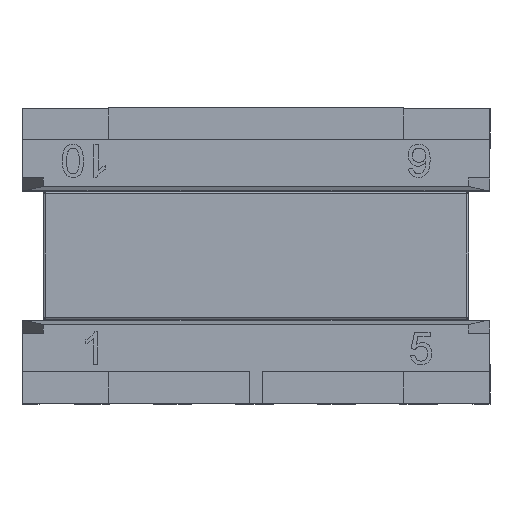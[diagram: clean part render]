
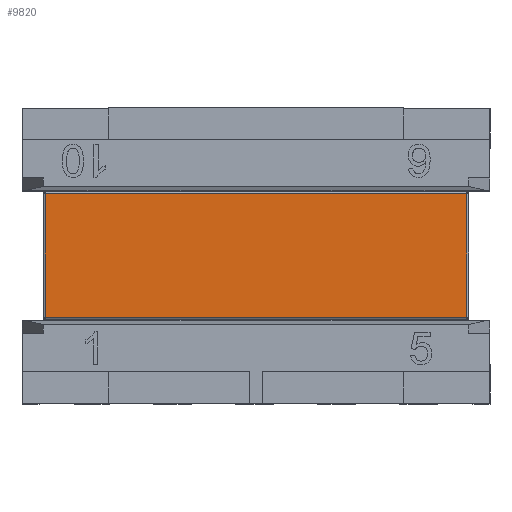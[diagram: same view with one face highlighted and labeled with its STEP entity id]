
A CAD part, top view. The second image highlights one B-rep face of the part: STEP entity #9820.
In plain terms, the highlighted face is planar.
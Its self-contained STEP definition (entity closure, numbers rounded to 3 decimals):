
#25 = DIRECTION ( 'NONE',  ( -1., 0., 0. ) ) ;
#648 = CARTESIAN_POINT ( 'NONE',  ( 0., 0., 0. ) ) ;
#906 = VECTOR ( 'NONE', #7557, 1000. ) ;
#1087 = LINE ( 'NONE', #5161, #11716 ) ;
#1663 = FACE_OUTER_BOUND ( 'NONE', #2235, .T. ) ;
#2074 = ORIENTED_EDGE ( 'NONE', *, *, #5642, .T. ) ;
#2109 = ORIENTED_EDGE ( 'NONE', *, *, #9167, .T. ) ;
#2235 = EDGE_LOOP ( 'NONE', ( #2109, #5255, #10545, #2074 ) ) ;
#3850 = AXIS2_PLACEMENT_3D ( 'NONE', #648, #12607, #4523 ) ;
#4156 = LINE ( 'NONE', #12250, #12127 ) ;
#4326 = VERTEX_POINT ( 'NONE', #13069 ) ;
#4523 = DIRECTION ( 'NONE',  ( 0., 0., -1. ) ) ;
#4558 = CARTESIAN_POINT ( 'NONE',  ( 0.1, 0., -6. ) ) ;
#5161 = CARTESIAN_POINT ( 'NONE',  ( 20., 0., -5.9 ) ) ;
#5255 = ORIENTED_EDGE ( 'NONE', *, *, #7130, .T. ) ;
#5642 = EDGE_CURVE ( 'NONE', #6922, #7131, #8729, .T. ) ;
#6289 = CARTESIAN_POINT ( 'NONE',  ( 19.9, 0., -0.1 ) ) ;
#6922 = VERTEX_POINT ( 'NONE', #10767 ) ;
#6992 = CARTESIAN_POINT ( 'NONE',  ( 19.9, 0., 0. ) ) ;
#7130 = EDGE_CURVE ( 'NONE', #4326, #12965, #13123, .T. ) ;
#7131 = VERTEX_POINT ( 'NONE', #11032 ) ;
#7557 = DIRECTION ( 'NONE',  ( 0., 0., -1. ) ) ;
#7644 = PLANE ( 'NONE',  #3850 ) ;
#8134 = DIRECTION ( 'NONE',  ( 1., 0., 0. ) ) ;
#8729 = LINE ( 'NONE', #4558, #906 ) ;
#9167 = EDGE_CURVE ( 'NONE', #7131, #4326, #1087, .T. ) ;
#9226 = VECTOR ( 'NONE', #12931, 1000. ) ;
#9820 = ADVANCED_FACE ( 'NONE', ( #1663 ), #7644, .T. ) ;
#10391 = EDGE_CURVE ( 'NONE', #12965, #6922, #4156, .T. ) ;
#10545 = ORIENTED_EDGE ( 'NONE', *, *, #10391, .T. ) ;
#10767 = CARTESIAN_POINT ( 'NONE',  ( 0.1, 0., -0.1 ) ) ;
#11032 = CARTESIAN_POINT ( 'NONE',  ( 0.1, 0., -5.9 ) ) ;
#11716 = VECTOR ( 'NONE', #8134, 1000. ) ;
#12127 = VECTOR ( 'NONE', #25, 1000. ) ;
#12250 = CARTESIAN_POINT ( 'NONE',  ( 0., 0., -0.1 ) ) ;
#12607 = DIRECTION ( 'NONE',  ( 0., -1., 0. ) ) ;
#12931 = DIRECTION ( 'NONE',  ( 0., 0., 1. ) ) ;
#12965 = VERTEX_POINT ( 'NONE', #6289 ) ;
#13069 = CARTESIAN_POINT ( 'NONE',  ( 19.9, 0., -5.9 ) ) ;
#13123 = LINE ( 'NONE', #6992, #9226 ) ;
